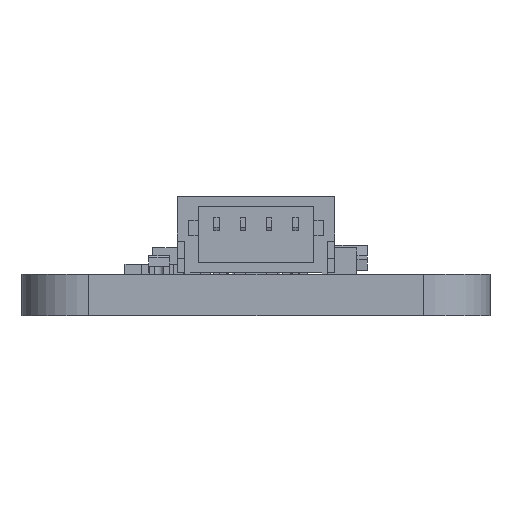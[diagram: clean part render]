
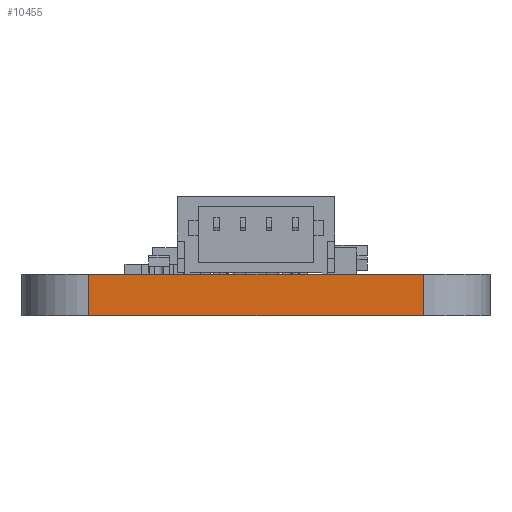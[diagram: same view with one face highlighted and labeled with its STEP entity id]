
A CAD part, left-side view. The second image highlights one B-rep face of the part: STEP entity #10455.
In plain terms, the highlighted planar face has unit normal (-1, 0, 0).
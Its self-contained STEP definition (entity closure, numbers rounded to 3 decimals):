
#194=PLANE('',#11213);
#691=FACE_OUTER_BOUND('',#1250,.T.);
#1250=EDGE_LOOP('',(#7095,#7096,#7097,#7098));
#1874=LINE('',#14893,#3146);
#1875=LINE('',#14896,#3147);
#1876=LINE('',#14898,#3148);
#1877=LINE('',#14899,#3149);
#3146=VECTOR('',#12115,10.);
#3147=VECTOR('',#12118,10.);
#3148=VECTOR('',#12119,10.);
#3149=VECTOR('',#12120,10.);
#4621=VERTEX_POINT('',#14889);
#4622=VERTEX_POINT('',#14891);
#4623=VERTEX_POINT('',#14895);
#4624=VERTEX_POINT('',#14897);
#5606=EDGE_CURVE('',#4621,#4622,#1874,.T.);
#5607=EDGE_CURVE('',#4623,#4621,#1875,.T.);
#5608=EDGE_CURVE('',#4624,#4622,#1876,.T.);
#5609=EDGE_CURVE('',#4623,#4624,#1877,.T.);
#7095=ORIENTED_EDGE('',*,*,#5607,.T.);
#7096=ORIENTED_EDGE('',*,*,#5606,.T.);
#7097=ORIENTED_EDGE('',*,*,#5608,.F.);
#7098=ORIENTED_EDGE('',*,*,#5609,.F.);
#10455=ADVANCED_FACE('',(#691),#194,.T.);
#11213=AXIS2_PLACEMENT_3D('',#14894,#12116,#12117);
#12115=DIRECTION('',(0.,0.,1.));
#12116=DIRECTION('center_axis',(-1.,0.,0.));
#12117=DIRECTION('ref_axis',(0.,-1.,0.));
#12118=DIRECTION('',(0.,-1.,0.));
#12119=DIRECTION('',(0.,-1.,0.));
#12120=DIRECTION('',(0.,0.,1.));
#14889=CARTESIAN_POINT('',(0.,2.54,0.));
#14891=CARTESIAN_POINT('',(0.,2.54,1.57));
#14893=CARTESIAN_POINT('',(0.,2.54,0.));
#14894=CARTESIAN_POINT('Origin',(0.,15.24,0.));
#14895=CARTESIAN_POINT('',(0.,15.24,0.));
#14896=CARTESIAN_POINT('',(0.,15.24,0.));
#14897=CARTESIAN_POINT('',(0.,15.24,1.57));
#14898=CARTESIAN_POINT('',(0.,15.24,1.57));
#14899=CARTESIAN_POINT('',(0.,15.24,0.));
